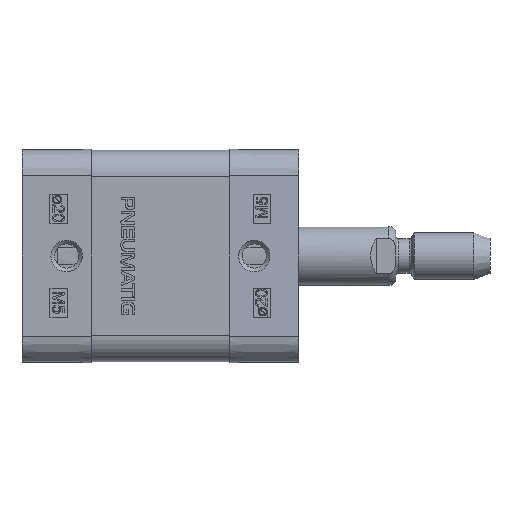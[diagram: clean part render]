
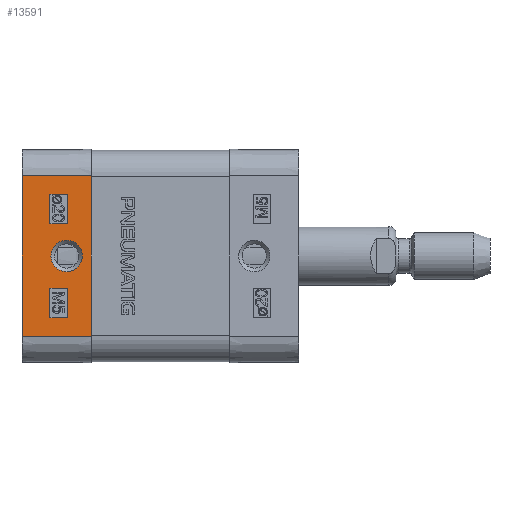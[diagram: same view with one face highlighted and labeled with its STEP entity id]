
A CAD part, left-side view. The second image highlights one B-rep face of the part: STEP entity #13591.
In plain terms, the highlighted planar face has unit normal (-1, 0.009, 0).
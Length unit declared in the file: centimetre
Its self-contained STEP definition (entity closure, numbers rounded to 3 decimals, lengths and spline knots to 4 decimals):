
#243=LINE($,#18506,#1461);
#244=LINE($,#18512,#1462);
#341=LINE($,#18784,#1559);
#346=LINE($,#18824,#1564);
#347=LINE($,#18836,#1565);
#348=LINE($,#18838,#1566);
#349=LINE($,#18840,#1567);
#350=LINE($,#18841,#1568);
#351=LINE($,#18844,#1569);
#352=LINE($,#18846,#1570);
#353=LINE($,#18848,#1571);
#354=LINE($,#18849,#1572);
#1461=VECTOR($,#15358,1.18);
#1462=VECTOR($,#15363,1.18);
#1559=VECTOR($,#15634,2.73);
#1564=VECTOR($,#15677,2.73);
#1565=VECTOR($,#15692,0.3);
#1566=VECTOR($,#15693,0.5);
#1567=VECTOR($,#15694,0.3);
#1568=VECTOR($,#15695,0.5);
#1569=VECTOR($,#15696,0.3);
#1570=VECTOR($,#15697,0.5);
#1571=VECTOR($,#15698,0.3);
#1572=VECTOR($,#15699,0.5);
#2715=PLANE($,#14479);
#3097=FACE_BOUND($,#4183,.T.);
#3098=FACE_BOUND($,#4184,.T.);
#3099=FACE_BOUND($,#4185,.T.);
#3359=FACE_OUTER_BOUND($,#4182,.T.);
#4182=EDGE_LOOP($,(#9663,#9664,#9665,#9666));
#4183=EDGE_LOOP($,(#9667,#9668,#9669,#9670));
#4184=EDGE_LOOP($,(#9671,#9672,#9673,#9674));
#4185=EDGE_LOOP($,(#9675));
#5413=B_SPLINE_CURVE_WITH_KNOTS($,3,(#18851,#18852,#18853,#18854,#18855,
#18856,#18857,#18858,#18859,#18860,#18861,#18862,#18863,#18864,#18865,#18866,
#18867,#18868,#18869,#18870,#18871,#18872,#18873,#18874,#18875,#18876,#18877,
#18878,#18879,#18880,#18881,#18882,#18883,#18884,#18885,#18886,#18887,#18888,
#18889,#18890),.UNSPECIFIED.,.T.,.F.,(4,3,3,3,3,3,3,3,3,3,3,3,3,4),(0.,
0.1199,0.3196,0.4271,0.6559,
0.7378,0.9607,0.9848,1.187,
1.3056,1.5241,1.6039,1.8427,1.9626),
 .UNSPECIFIED.);
#5888=VERTEX_POINT($,#18499);
#5891=VERTEX_POINT($,#18504);
#5893=VERTEX_POINT($,#18509);
#5894=VERTEX_POINT($,#18511);
#6001=VERTEX_POINT($,#18834);
#6002=VERTEX_POINT($,#18835);
#6003=VERTEX_POINT($,#18837);
#6004=VERTEX_POINT($,#18839);
#6005=VERTEX_POINT($,#18842);
#6006=VERTEX_POINT($,#18843);
#6007=VERTEX_POINT($,#18845);
#6008=VERTEX_POINT($,#18847);
#6009=VERTEX_POINT($,#18850);
#7291=EDGE_CURVE($,#5891,#5888,#243,.T.);
#7293=EDGE_CURVE($,#5894,#5893,#244,.T.);
#7430=EDGE_CURVE($,#5893,#5888,#341,.T.);
#7447=EDGE_CURVE($,#5891,#5894,#346,.T.);
#7450=EDGE_CURVE($,#6001,#6002,#347,.T.);
#7451=EDGE_CURVE($,#6002,#6003,#348,.T.);
#7452=EDGE_CURVE($,#6003,#6004,#349,.T.);
#7453=EDGE_CURVE($,#6004,#6001,#350,.T.);
#7454=EDGE_CURVE($,#6005,#6006,#351,.T.);
#7455=EDGE_CURVE($,#6006,#6007,#352,.T.);
#7456=EDGE_CURVE($,#6007,#6008,#353,.T.);
#7457=EDGE_CURVE($,#6008,#6005,#354,.T.);
#7458=EDGE_CURVE($,#6009,#6009,#5413,.T.);
#9663=ORIENTED_EDGE($,*,*,#7430,.T.);
#9664=ORIENTED_EDGE($,*,*,#7291,.F.);
#9665=ORIENTED_EDGE($,*,*,#7447,.T.);
#9666=ORIENTED_EDGE($,*,*,#7293,.T.);
#9667=ORIENTED_EDGE($,*,*,#7450,.T.);
#9668=ORIENTED_EDGE($,*,*,#7451,.T.);
#9669=ORIENTED_EDGE($,*,*,#7452,.T.);
#9670=ORIENTED_EDGE($,*,*,#7453,.T.);
#9671=ORIENTED_EDGE($,*,*,#7454,.T.);
#9672=ORIENTED_EDGE($,*,*,#7455,.T.);
#9673=ORIENTED_EDGE($,*,*,#7456,.T.);
#9674=ORIENTED_EDGE($,*,*,#7457,.T.);
#9675=ORIENTED_EDGE($,*,*,#7458,.F.);
#13591=ADVANCED_FACE($,(#3359,#3097,#3098,#3099),#2715,.T.);
#14479=AXIS2_PLACEMENT_3D($,#18833,#15690,#15691);
#15358=DIRECTION($,(0.009,1.,0.));
#15363=DIRECTION($,(0.009,1.,0.));
#15634=DIRECTION($,(0.,0.,-1.));
#15677=DIRECTION($,(0.,0.,1.));
#15690=DIRECTION('center_axis',(-1.,0.009,0.));
#15691=DIRECTION('ref_axis',(0.,0.,1.));
#15692=DIRECTION($,(-0.009,-1.,0.));
#15693=DIRECTION($,(0.,0.,-1.));
#15694=DIRECTION($,(0.009,1.,0.));
#15695=DIRECTION($,(0.,0.,1.));
#15696=DIRECTION($,(-0.009,-1.,0.));
#15697=DIRECTION($,(0.,0.,-1.));
#15698=DIRECTION($,(0.009,1.,0.));
#15699=DIRECTION($,(0.,0.,1.));
#18499=CARTESIAN_POINT('',(-1.8047,3.48,-1.365));
#18504=CARTESIAN_POINT('',(-1.815,2.3,-1.365));
#18506=CARTESIAN_POINT($,(-1.815,2.3,-1.365));
#18509=CARTESIAN_POINT('',(-1.8047,3.48,1.365));
#18511=CARTESIAN_POINT('',(-1.815,2.3,1.365));
#18512=CARTESIAN_POINT($,(-1.815,2.3,1.365));
#18784=CARTESIAN_POINT($,(-1.8047,3.48,1.365));
#18824=CARTESIAN_POINT($,(-1.815,2.3,-1.365));
#18833=CARTESIAN_POINT('Origin',(-1.815,2.3,1.365));
#18834=CARTESIAN_POINT('',(-1.8088,3.005,-0.55));
#18835=CARTESIAN_POINT('',(-1.8115,2.705,-0.55));
#18836=CARTESIAN_POINT($,(-1.8088,3.005,-0.55));
#18837=CARTESIAN_POINT('',(-1.8115,2.705,-1.05));
#18838=CARTESIAN_POINT($,(-1.8115,2.705,-0.55));
#18839=CARTESIAN_POINT('',(-1.8088,3.005,-1.05));
#18840=CARTESIAN_POINT($,(-1.8115,2.705,-1.05));
#18841=CARTESIAN_POINT($,(-1.8088,3.005,-1.05));
#18842=CARTESIAN_POINT('',(-1.8088,3.005,1.05));
#18843=CARTESIAN_POINT('',(-1.8115,2.705,1.05));
#18844=CARTESIAN_POINT($,(-1.8088,3.005,1.05));
#18845=CARTESIAN_POINT('',(-1.8115,2.705,0.55));
#18846=CARTESIAN_POINT($,(-1.8115,2.705,1.05));
#18847=CARTESIAN_POINT('',(-1.8088,3.005,0.55));
#18848=CARTESIAN_POINT($,(-1.8115,2.705,0.55));
#18849=CARTESIAN_POINT($,(-1.8088,3.005,0.55));
#18850=CARTESIAN_POINT('',(-1.8137,2.4531,-0.0001));
#18851=CARTESIAN_POINT('Ctrl Pts',(-1.809,2.9875,-0.0002));
#18852=CARTESIAN_POINT('Ctrl Pts',(-1.809,2.9876,-0.0401));
#18853=CARTESIAN_POINT('Ctrl Pts',(-1.8091,2.9785,-0.0812));
#18854=CARTESIAN_POINT('Ctrl Pts',(-1.8092,2.9617,-0.1161));
#18855=CARTESIAN_POINT('Ctrl Pts',(-1.8095,2.9337,-0.1743));
#18856=CARTESIAN_POINT('Ctrl Pts',(-1.8098,2.8969,-0.2063));
#18857=CARTESIAN_POINT('Ctrl Pts',(-1.8102,2.8539,-0.2313));
#18858=CARTESIAN_POINT('Ctrl Pts',(-1.8104,2.8307,-0.2448));
#18859=CARTESIAN_POINT('Ctrl Pts',(-1.8106,2.8057,-0.2548));
#18860=CARTESIAN_POINT('Ctrl Pts',(-1.8108,2.78,-0.2606));
#18861=CARTESIAN_POINT('Ctrl Pts',(-1.8113,2.7255,-0.2731));
#18862=CARTESIAN_POINT('Ctrl Pts',(-1.8118,2.6675,-0.2681));
#18863=CARTESIAN_POINT('Ctrl Pts',(-1.8123,2.613,-0.2447));
#18864=CARTESIAN_POINT('Ctrl Pts',(-1.8124,2.5935,-0.2363));
#18865=CARTESIAN_POINT('Ctrl Pts',(-1.8126,2.5735,-0.2251));
#18866=CARTESIAN_POINT('Ctrl Pts',(-1.8128,2.5538,-0.2094));
#18867=CARTESIAN_POINT('Ctrl Pts',(-1.8133,2.5001,-0.1666));
#18868=CARTESIAN_POINT('Ctrl Pts',(-1.8136,2.4608,-0.0953));
#18869=CARTESIAN_POINT('Ctrl Pts',(-1.8137,2.4542,-0.0233));
#18870=CARTESIAN_POINT('Ctrl Pts',(-1.8137,2.4535,-0.0155));
#18871=CARTESIAN_POINT('Ctrl Pts',(-1.8137,2.4531,-0.0077));
#18872=CARTESIAN_POINT('Ctrl Pts',(-1.8137,2.4531,-0.0001));
#18873=CARTESIAN_POINT('Ctrl Pts',(-1.8137,2.4531,0.0639));
#18874=CARTESIAN_POINT('Ctrl Pts',(-1.8135,2.4717,0.107));
#18875=CARTESIAN_POINT('Ctrl Pts',(-1.8133,2.4975,0.1468));
#18876=CARTESIAN_POINT('Ctrl Pts',(-1.8131,2.5127,0.1701));
#18877=CARTESIAN_POINT('Ctrl Pts',(-1.813,2.5314,0.1912));
#18878=CARTESIAN_POINT('Ctrl Pts',(-1.8128,2.5538,0.2091));
#18879=CARTESIAN_POINT('Ctrl Pts',(-1.8124,2.5951,0.2421));
#18880=CARTESIAN_POINT('Ctrl Pts',(-1.8119,2.6519,0.2646));
#18881=CARTESIAN_POINT('Ctrl Pts',(-1.8114,2.7108,0.2672));
#18882=CARTESIAN_POINT('Ctrl Pts',(-1.8112,2.7323,0.2681));
#18883=CARTESIAN_POINT('Ctrl Pts',(-1.811,2.7554,0.2667));
#18884=CARTESIAN_POINT('Ctrl Pts',(-1.8108,2.7801,0.2611));
#18885=CARTESIAN_POINT('Ctrl Pts',(-1.8102,2.8538,0.2442));
#18886=CARTESIAN_POINT('Ctrl Pts',(-1.8095,2.9266,0.1883));
#18887=CARTESIAN_POINT('Ctrl Pts',(-1.8092,2.9614,0.116));
#18888=CARTESIAN_POINT('Ctrl Pts',(-1.8091,2.9788,0.0797));
#18889=CARTESIAN_POINT('Ctrl Pts',(-1.809,2.9874,0.0398));
#18890=CARTESIAN_POINT('Ctrl Pts',(-1.809,2.9875,-0.0002));
